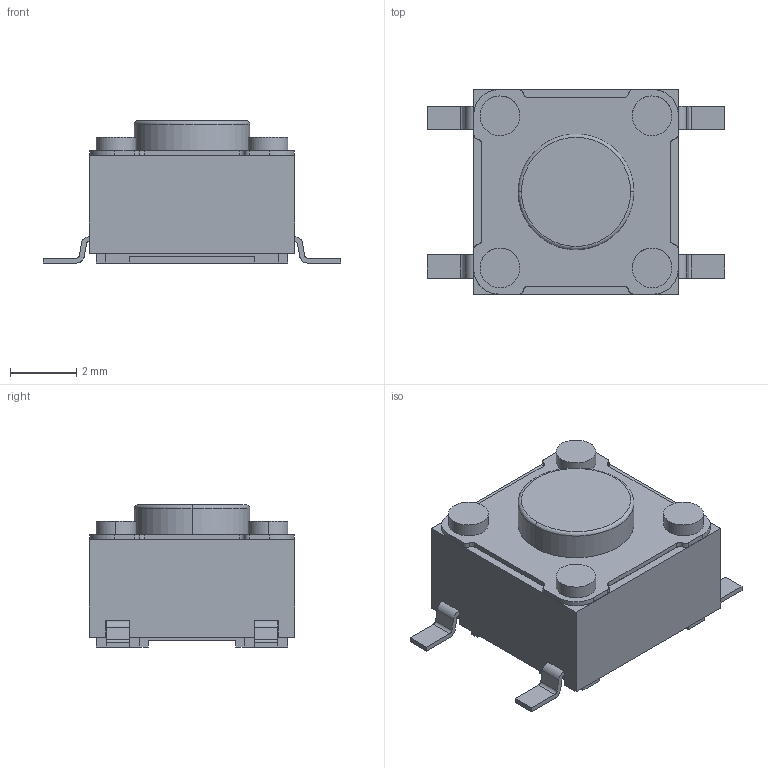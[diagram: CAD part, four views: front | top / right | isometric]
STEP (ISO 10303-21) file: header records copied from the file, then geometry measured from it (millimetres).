
FILE_DESCRIPTION(/* description */ (''),/* implementation_level */ '2;1');
FILE_NAME(/* name */ 'TACTSW~2',/* time_stamp */ '2014-10-25T16:38:23+02:00',/* author */ (''),/* organization */ (''),/* preprocessor_version */ 'ST-DEVELOPER v14',/* originating_system */ '',/* authorisation */ '');
FILE_SCHEMA (('AUTOMOTIVE_DESIGN'));
Length unit declared in the file: millimetre
Products named in the file (1): Document
Bounding box: 9 x 6.2 x 4.3 mm (x, y, z)
Volume: 3.1 mm3; surface area: 215.4 mm2
Topology: 1 solids, 11 shells, 160 faces, 473 edges, 323 vertices
Faces by surface type: plane 102, bspline 58
Entity records: 10734 total; most frequent: CARTESIAN_POINT 4810, B_SPLINE_CURVE_WITH_KNOTS 1107, ORIENTED_EDGE 863, PCURVE 863, DEFINITIONAL_REPRESENTATION 863, SURFACE_CURVE 473, EDGE_CURVE 473, VERTEX_POINT 323
